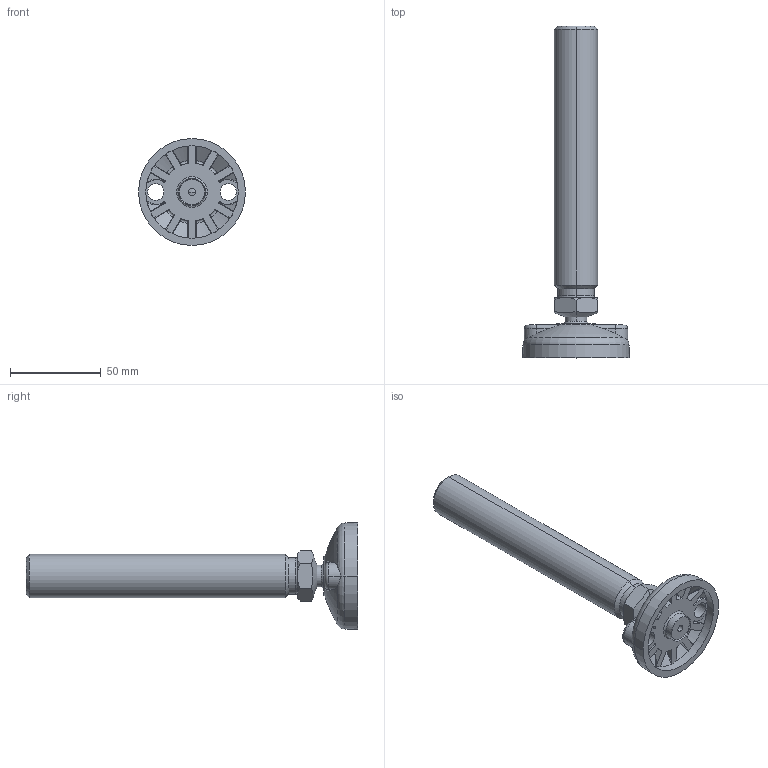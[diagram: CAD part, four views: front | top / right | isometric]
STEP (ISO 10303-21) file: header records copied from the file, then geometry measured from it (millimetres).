
FILE_DESCRIPTION (( 'STEP AP214' ), '1' );
FILE_NAME ('9D060ZS24150M.STEP', '2014-09-12T09:59:31', ( '' ), ( '' ), 'SwSTEP 2.0', 'SolidWorks 2014', '' );
FILE_SCHEMA (( 'AUTOMOTIVE_DESIGN' ));
Length unit declared in the file: millimetre
Products named in the file (5): 098dm24085m-Tab_098 dm 16 150; 098D060zs_Standard; 098xd2_Standard; 098d060zr_098D060ZR; 9D060ZS24150M
Assembly tree (4 placements, depth 3):
  9D060ZS24150M
    098D060zs_Standard
      098d060zr_098D060ZR
      098xd2_Standard
    098dm24085m-Tab_098 dm 16 150
Bounding box: 59 x 183.25 x 59 mm (x, y, z)
Volume: 99472 mm3; surface area: 24983.4 mm2
Topology: 3 solids, 3 shells, 239 faces, 575 edges, 344 vertices
Faces by surface type: cylinder 75, bspline 48, cone 43, plane 41, torus 28, sphere 4
Entity records: 9108 total; most frequent: CARTESIAN_POINT 3648, ORIENTED_EDGE 1140, DIRECTION 1084, EDGE_CURVE 570, AXIS2_PLACEMENT_3D 469, VERTEX_POINT 341, CIRCLE 270, EDGE_LOOP 251
